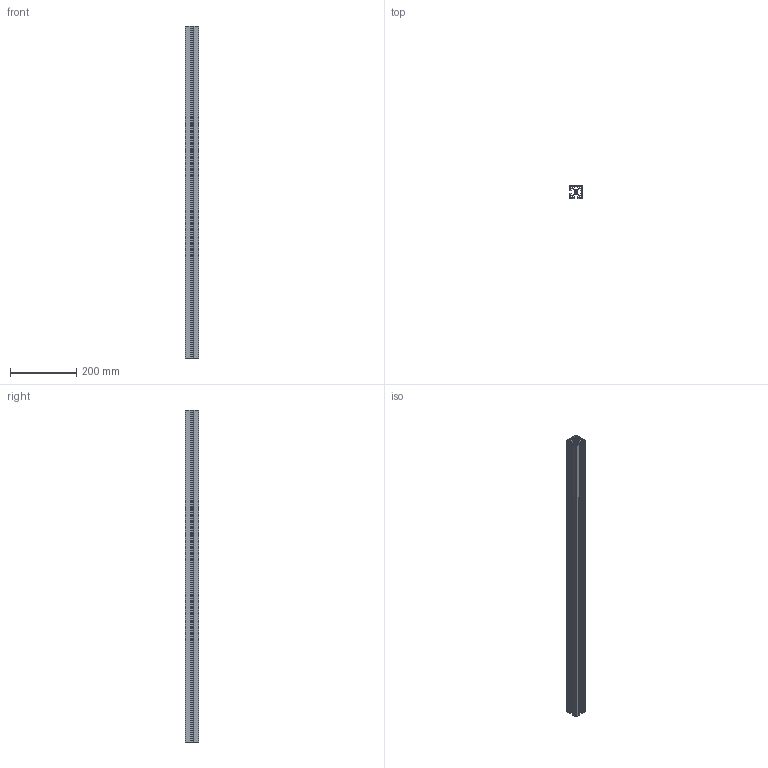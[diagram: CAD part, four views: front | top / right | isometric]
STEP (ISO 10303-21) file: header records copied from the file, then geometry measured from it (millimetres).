
FILE_DESCRIPTION((''),'2;1');
FILE_NAME('10027_PROFIL_40X40_C2','2022-09-16T13:30:51',('PredragRovcanin'),('Audax d.o.o.'),'CREO PARAMETRIC BY PTC INC, 2020281','CREO PARAMETRIC BY PTC INC, 2020281','');
FILE_SCHEMA(('AUTOMOTIVE_DESIGN { 1 0 10303 214 1 1 1 1 }'));
Length unit declared in the file: millimetre
Products named in the file (1): 10027_PROFIL_40X40_C2
Bounding box: 40 x 40 x 1000 mm (x, y, z)
Volume: 506667.1 mm3; surface area: 581366.1 mm2
Topology: 1 solids, 1 shells, 138 faces, 408 edges, 272 vertices
Faces by surface type: plane 130, cylinder 8
Entity records: 6288 total; most frequent: CARTESIAN_POINT 821, ORIENTED_EDGE 816, DIRECTION 702, PRESENTATION_STYLE_ASSIGNMENT 410, STYLED_ITEM 410, CURVE_STYLE 409, EDGE_CURVE 408, VECTOR 392
